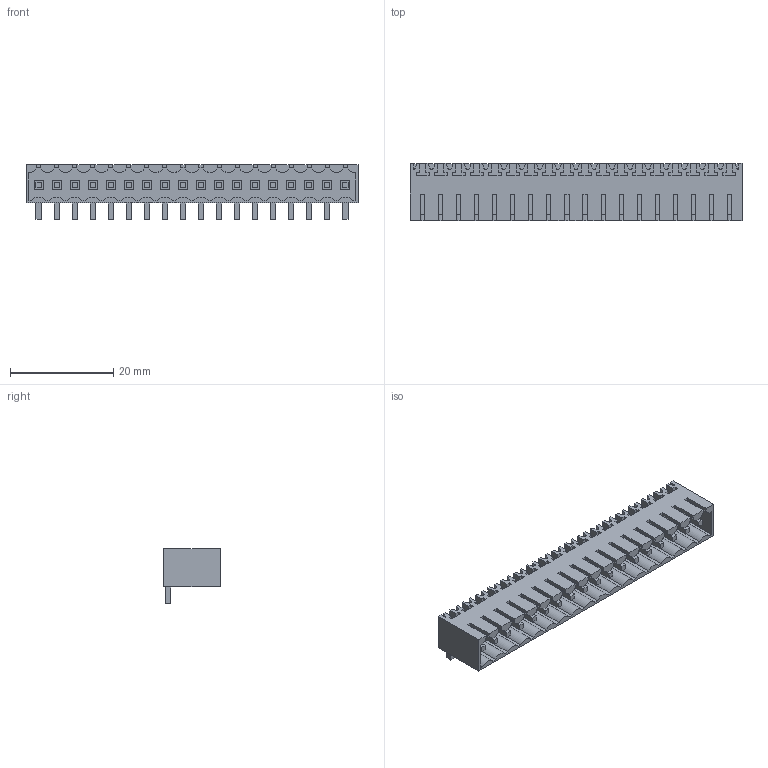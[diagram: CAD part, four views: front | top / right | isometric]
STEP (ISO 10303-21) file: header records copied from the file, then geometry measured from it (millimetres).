
FILE_DESCRIPTION(('CATIA V5 STEP Exchange','CAx-IF Rec.Pracs.--- Model Styling and Organization---1.2---2011-12-15'),'2;1');
FILE_NAME ('D1453610_0_1619390000_1619390000.stp','2018-03-06T11:50:50+00:00',('none'),('Weidmueller'),'CATIA Version 5-6 Release 2014','CATIA V5 STEP AP214','none');
FILE_SCHEMA(('AUTOMOTIVE_DESIGN { 1 0 10303 214 1 1 1 1 }'));
Length unit declared in the file: millimetre
Products named in the file (1): 1619390000
Bounding box: 64.4 x 11.05 x 10.65 mm (x, y, z)
Volume: 2322.6 mm3; surface area: 6346.5 mm2
Topology: 19 solids, 19 shells, 1022 faces, 3137 edges, 2153 vertices
Faces by surface type: plane 949, cylinder 73
Entity records: 32039 total; most frequent: ORIENTED_EDGE 6274, CARTESIAN_POINT 5800, DIRECTION 4155, EDGE_CURVE 3137, VECTOR 2957, LINE 2957, VERTEX_POINT 2153, EDGE_LOOP 1058
